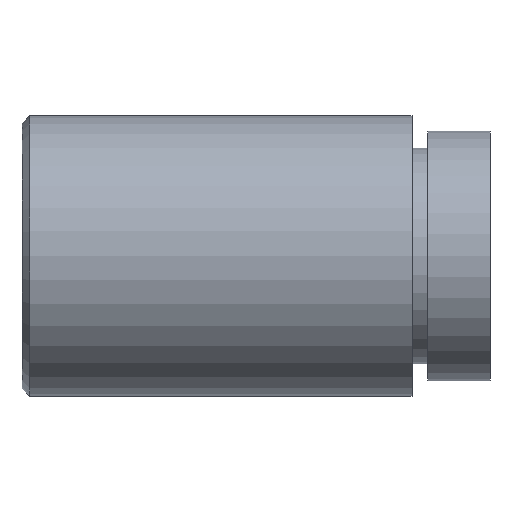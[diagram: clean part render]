
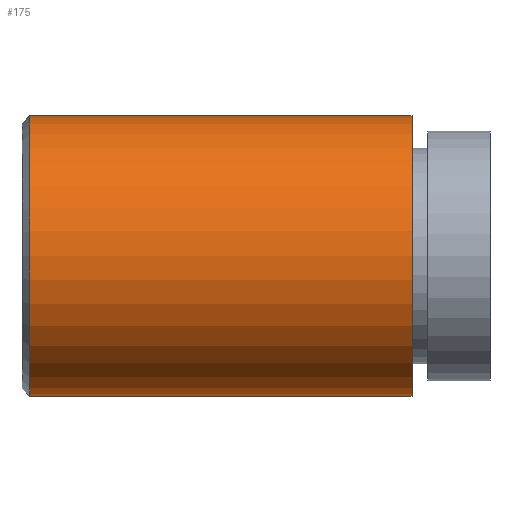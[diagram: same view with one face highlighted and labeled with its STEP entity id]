
A CAD part, top view. The second image highlights one B-rep face of the part: STEP entity #175.
In plain terms, the highlighted cylindrical face has radius 9 mm (diameter 18 mm), a partial arc.
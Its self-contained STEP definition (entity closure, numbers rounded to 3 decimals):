
#49=FACE_OUTER_BOUND('',#74,.F.);
#74=EDGE_LOOP('',(#143,#144,#145,#146));
#143=ORIENTED_EDGE('',*,*,#278,.F.);
#144=ORIENTED_EDGE('',*,*,#253,.T.);
#145=ORIENTED_EDGE('',*,*,#279,.T.);
#146=ORIENTED_EDGE('',*,*,#289,.T.);
#175=ADVANCED_FACE('',(#49),#190,.T.);
#190=CYLINDRICAL_SURFACE('',#390,9.);
#209=LINE('',#563,#223);
#210=LINE('',#564,#224);
#223=VECTOR('',#440,24.5);
#224=VECTOR('',#441,24.5);
#227=CIRCLE('',#348,9.);
#251=CIRCLE('',#372,9.);
#253=EDGE_CURVE('',#318,#317,#227,.T.);
#278=EDGE_CURVE('',#318,#296,#209,.T.);
#279=EDGE_CURVE('',#317,#295,#210,.T.);
#289=EDGE_CURVE('',#295,#296,#251,.T.);
#295=VERTEX_POINT('',#514);
#296=VERTEX_POINT('',#515);
#317=VERTEX_POINT('',#536);
#318=VERTEX_POINT('',#537);
#348=AXIS2_PLACEMENT_3D('',#538,#400,#401);
#372=AXIS2_PLACEMENT_3D('',#574,#460,#461);
#390=AXIS2_PLACEMENT_3D('',#594,#498,#499);
#400=DIRECTION('',(-1.,0.,0.));
#401=DIRECTION('',(0.,-1.,0.));
#440=DIRECTION('',(1.,0.,0.));
#441=DIRECTION('',(1.,0.,0.));
#460=DIRECTION('',(1.,0.,0.));
#461=DIRECTION('',(0.,1.,0.));
#498=DIRECTION('',(1.,0.,0.));
#499=DIRECTION('',(0.,1.,0.));
#514=CARTESIAN_POINT('',(25.,9.,0.));
#515=CARTESIAN_POINT('',(25.,-9.,0.));
#536=CARTESIAN_POINT('',(0.5,9.,0.));
#537=CARTESIAN_POINT('',(0.5,-9.,0.));
#538=CARTESIAN_POINT('',(0.5,0.,0.));
#563=CARTESIAN_POINT('',(0.5,-9.,0.));
#564=CARTESIAN_POINT('',(0.5,9.,0.));
#574=CARTESIAN_POINT('',(25.,0.,0.));
#594=CARTESIAN_POINT('',(0.,0.,0.));
